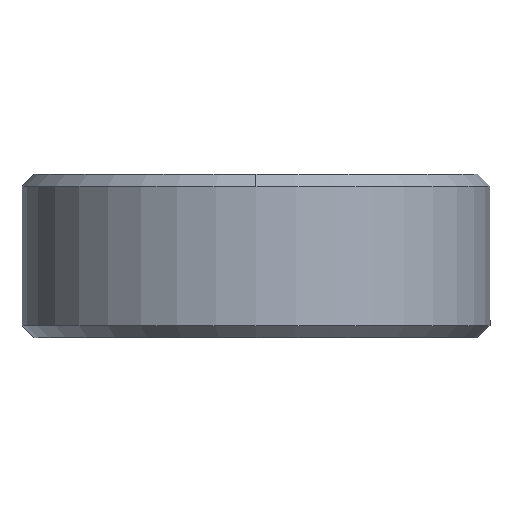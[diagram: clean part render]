
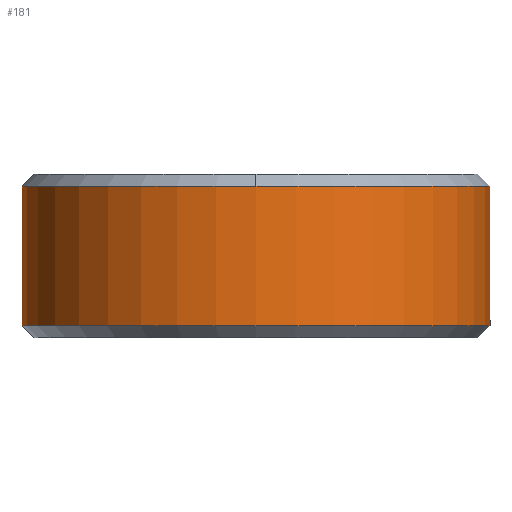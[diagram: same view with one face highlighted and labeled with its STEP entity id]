
A CAD part, left-side view. The second image highlights one B-rep face of the part: STEP entity #181.
In plain terms, the highlighted cylindrical face has radius 9.75 mm (diameter 19.5 mm), a partial arc.
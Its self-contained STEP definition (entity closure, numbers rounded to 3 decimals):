
#62 = DIRECTION ( 'NONE',  ( 0., 0., 1. ) ) ;
#70 = DIRECTION ( 'NONE',  ( 0., 0., -1. ) ) ;
#81 = DIRECTION ( 'NONE',  ( 0., 0., 1. ) ) ;
#84 = CARTESIAN_POINT ( 'NONE',  ( 0., 0., -0.5 ) ) ;
#181 = ADVANCED_FACE ( 'NONE', ( #1485 ), #462, .T. ) ;
#222 = DIRECTION ( 'NONE',  ( 1., 0., 0. ) ) ;
#223 = VERTEX_POINT ( 'NONE', #693 ) ;
#281 = DIRECTION ( 'NONE',  ( 0., 0., 1. ) ) ;
#343 = EDGE_CURVE ( 'NONE', #493, #223, #1078, .T. ) ;
#439 = DIRECTION ( 'NONE',  ( 1., 0., 0. ) ) ;
#448 = CARTESIAN_POINT ( 'NONE',  ( 4.565, 8.615, -6.825 ) ) ;
#462 = CYLINDRICAL_SURFACE ( 'NONE', #671, 9.75 ) ;
#471 = DIRECTION ( 'NONE',  ( 0., 0., -1. ) ) ;
#493 = VERTEX_POINT ( 'NONE', #1360 ) ;
#536 = CARTESIAN_POINT ( 'NONE',  ( 4.565, -8.615, -0.5 ) ) ;
#616 = ORIENTED_EDGE ( 'NONE', *, *, #1241, .T. ) ;
#636 = VERTEX_POINT ( 'NONE', #1137 ) ;
#671 = AXIS2_PLACEMENT_3D ( 'NONE', #1106, #81, #958 ) ;
#693 = CARTESIAN_POINT ( 'NONE',  ( 4.565, 8.615, -0.5 ) ) ;
#822 = EDGE_CURVE ( 'NONE', #636, #1499, #1412, .T. ) ;
#958 = DIRECTION ( 'NONE',  ( 1., 0., 0. ) ) ;
#967 = VECTOR ( 'NONE', #1459, 1000. ) ;
#998 = ORIENTED_EDGE ( 'NONE', *, *, #343, .F. ) ;
#1038 = CARTESIAN_POINT ( 'NONE',  ( 4.565, -8.615, -6.825 ) ) ;
#1042 = EDGE_CURVE ( 'NONE', #1279, #223, #1178, .T. ) ;
#1077 = DIRECTION ( 'NONE',  ( 1., 0., 0. ) ) ;
#1078 = LINE ( 'NONE', #448, #967 ) ;
#1106 = CARTESIAN_POINT ( 'NONE',  ( 0., 0., -6.825 ) ) ;
#1137 = CARTESIAN_POINT ( 'NONE',  ( 4.565, -8.615, -6.325 ) ) ;
#1178 = CIRCLE ( 'NONE', #1393, 9.75 ) ;
#1215 = AXIS2_PLACEMENT_3D ( 'NONE', #1574, #62, #1077 ) ;
#1220 = EDGE_LOOP ( 'NONE', ( #998, #616, #1414, #1353, #1635 ) ) ;
#1241 = EDGE_CURVE ( 'NONE', #493, #636, #1250, .T. ) ;
#1250 = CIRCLE ( 'NONE', #1215, 9.75 ) ;
#1279 = VERTEX_POINT ( 'NONE', #1365 ) ;
#1353 = ORIENTED_EDGE ( 'NONE', *, *, #1624, .T. ) ;
#1360 = CARTESIAN_POINT ( 'NONE',  ( 4.565, 8.615, -6.325 ) ) ;
#1364 = CIRCLE ( 'NONE', #1405, 9.75 ) ;
#1365 = CARTESIAN_POINT ( 'NONE',  ( -9.75, 0., -0.5 ) ) ;
#1393 = AXIS2_PLACEMENT_3D ( 'NONE', #1615, #471, #439 ) ;
#1405 = AXIS2_PLACEMENT_3D ( 'NONE', #84, #70, #222 ) ;
#1412 = LINE ( 'NONE', #1038, #1481 ) ;
#1414 = ORIENTED_EDGE ( 'NONE', *, *, #822, .T. ) ;
#1459 = DIRECTION ( 'NONE',  ( 0., 0., 1. ) ) ;
#1481 = VECTOR ( 'NONE', #281, 1000. ) ;
#1485 = FACE_OUTER_BOUND ( 'NONE', #1220, .T. ) ;
#1499 = VERTEX_POINT ( 'NONE', #536 ) ;
#1574 = CARTESIAN_POINT ( 'NONE',  ( 0., 0., -6.325 ) ) ;
#1615 = CARTESIAN_POINT ( 'NONE',  ( 0., 0., -0.5 ) ) ;
#1624 = EDGE_CURVE ( 'NONE', #1499, #1279, #1364, .T. ) ;
#1635 = ORIENTED_EDGE ( 'NONE', *, *, #1042, .T. ) ;
